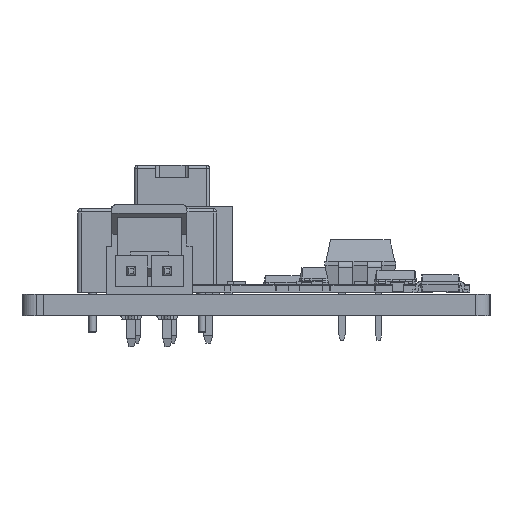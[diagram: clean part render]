
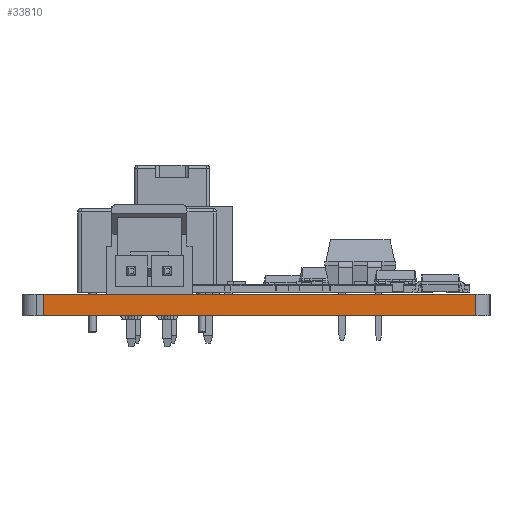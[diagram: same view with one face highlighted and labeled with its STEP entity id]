
A CAD part, left-side view. The second image highlights one B-rep face of the part: STEP entity #33810.
In plain terms, the highlighted planar face has unit normal (-1, 0, 0).
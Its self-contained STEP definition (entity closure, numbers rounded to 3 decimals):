
#32966 = VERTEX_POINT('',#32967);
#32967 = CARTESIAN_POINT('',(124.,-68.4,0.));
#32973 = EDGE_CURVE('',#32974,#32966,#32976,.T.);
#32974 = VERTEX_POINT('',#32975);
#32975 = CARTESIAN_POINT('',(124.,-98.4,0.));
#32976 = LINE('',#32977,#32978);
#32977 = CARTESIAN_POINT('',(124.,-98.4,0.));
#32978 = VECTOR('',#32979,1.);
#32979 = DIRECTION('',(0.,1.,0.));
#33336 = VERTEX_POINT('',#33337);
#33337 = CARTESIAN_POINT('',(124.,-68.4,1.51));
#33343 = EDGE_CURVE('',#33344,#33336,#33346,.T.);
#33344 = VERTEX_POINT('',#33345);
#33345 = CARTESIAN_POINT('',(124.,-98.4,1.51));
#33346 = LINE('',#33347,#33348);
#33347 = CARTESIAN_POINT('',(124.,-98.4,1.51));
#33348 = VECTOR('',#33349,1.);
#33349 = DIRECTION('',(0.,1.,0.));
#33780 = EDGE_CURVE('',#32966,#33336,#33781,.T.);
#33781 = LINE('',#33782,#33783);
#33782 = CARTESIAN_POINT('',(124.,-68.4,0.));
#33783 = VECTOR('',#33784,1.);
#33784 = DIRECTION('',(0.,0.,1.));
#33799 = EDGE_CURVE('',#32974,#33344,#33800,.T.);
#33800 = LINE('',#33801,#33802);
#33801 = CARTESIAN_POINT('',(124.,-98.4,0.));
#33802 = VECTOR('',#33803,1.);
#33803 = DIRECTION('',(0.,0.,1.));
#33810 = ADVANCED_FACE('',(#33811),#33817,.T.);
#33811 = FACE_BOUND('',#33812,.T.);
#33812 = EDGE_LOOP('',(#33813,#33814,#33815,#33816));
#33813 = ORIENTED_EDGE('',*,*,#33799,.T.);
#33814 = ORIENTED_EDGE('',*,*,#33343,.T.);
#33815 = ORIENTED_EDGE('',*,*,#33780,.F.);
#33816 = ORIENTED_EDGE('',*,*,#32973,.F.);
#33817 = PLANE('',#33818);
#33818 = AXIS2_PLACEMENT_3D('',#33819,#33820,#33821);
#33819 = CARTESIAN_POINT('',(124.,-98.4,0.));
#33820 = DIRECTION('',(-1.,0.,0.));
#33821 = DIRECTION('',(0.,1.,0.));
